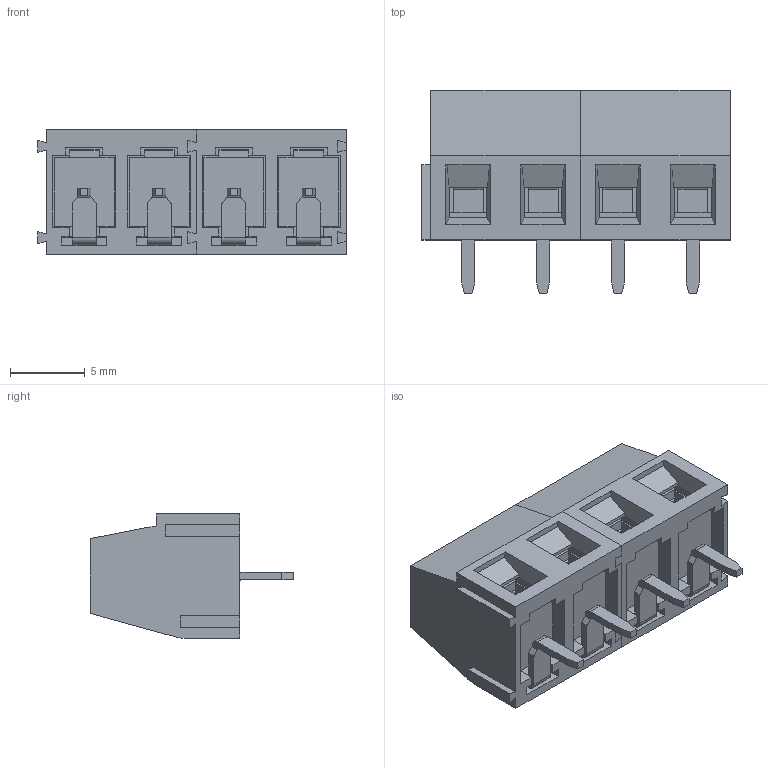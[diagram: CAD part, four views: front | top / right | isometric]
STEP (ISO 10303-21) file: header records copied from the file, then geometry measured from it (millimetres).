
FILE_DESCRIPTION (( 'STEP AP214' ), '1' );
FILE_NAME ('CONN-4P-P5.STEP', '2024-03-28T16:40:09', ( '' ), ( '' ), 'SwSTEP 2.0', 'SolidWorks 2020', '' );
FILE_SCHEMA (( 'AUTOMOTIVE_DESIGN' ));
Length unit declared in the file: millimetre
Products named in the file (2): CONN-4P-P5; CONN-2P-P5.step
Assembly tree (2 placements, depth 2):
  CONN-4P-P5
    CONN-2P-P5.step  x2
Bounding box: 20.6 x 13.6 x 8.3 mm (x, y, z)
Volume: 946.7 mm3; surface area: 2978.8 mm2
Topology: 14 solids, 14 shells, 664 faces, 1824 edges, 1184 vertices
Faces by surface type: plane 430, cylinder 158, torus 48, cone 20, bspline 8
Entity records: 12647 total; most frequent: CARTESIAN_POINT 4180, ORIENTED_EDGE 1824, DIRECTION 1638, EDGE_CURVE 912, VECTOR 668, LINE 668, VERTEX_POINT 592, AXIS2_PLACEMENT_3D 485
